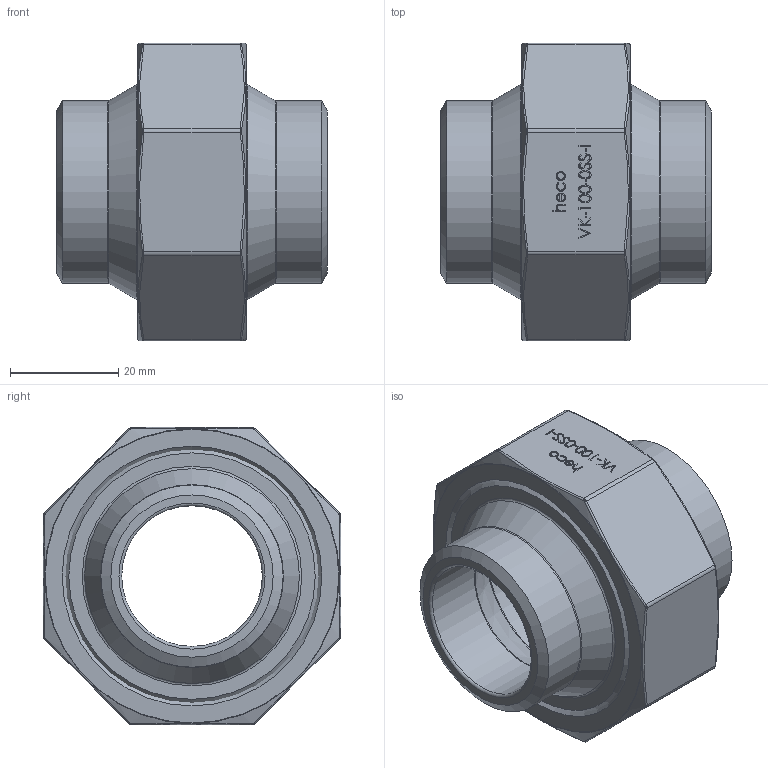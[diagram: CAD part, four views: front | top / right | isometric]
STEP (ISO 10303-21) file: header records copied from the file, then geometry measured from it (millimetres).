
FILE_DESCRIPTION (( 'STEP AP214' ), '1' );
FILE_NAME ('VK-100-0SS-I Verschraubung konisch 2301.STEP', '2023-01-30T10:50:53', ( '' ), ( '' ), 'SwSTEP 2.0', 'SolidWorks 2019', '' );
FILE_SCHEMA (( 'AUTOMOTIVE_DESIGN' ));
Length unit declared in the file: millimetre
Products named in the file (1): VK-100-0SS-I Verschraubung konisch 2301
Bounding box: 50 x 55 x 55.04 mm (x, y, z)
Volume: 44310.7 mm3; surface area: 22745.9 mm2
Topology: 3 solids, 3 shells, 279 faces, 683 edges, 437 vertices
Faces by surface type: bspline 124, plane 98, torus 25, cylinder 19, cone 13
Full cylindrical faces by diameter (mm): 26 x2, 33.7 x2, 34 x2, 42 x1, 42.5 x1, 45.5 x1, 45.84 x1, 48 x1
Entity records: 16746 total; most frequent: CARTESIAN_POINT 8165, ORIENTED_EDGE 1238, DIRECTION 775, EDGE_CURVE 619, VERTEX_POINT 422, EDGE_LOOP 361, FACE_OUTER_BOUND 315, UNCERTAINTY_MEASURE_WITH_UNIT 284
